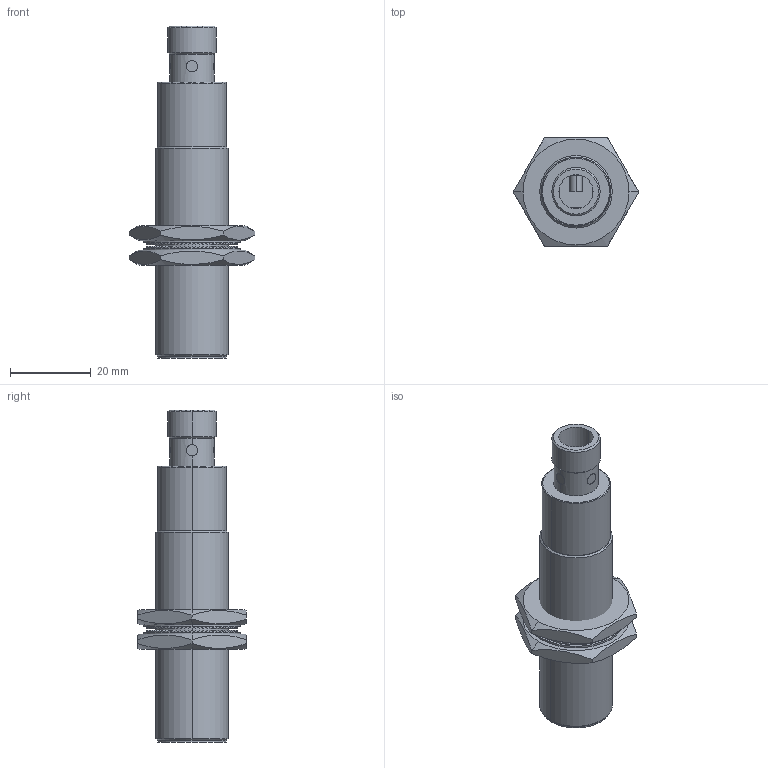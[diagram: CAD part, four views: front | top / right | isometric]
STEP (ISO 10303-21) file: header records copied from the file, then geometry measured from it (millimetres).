
FILE_DESCRIPTION (( 'STEP AP214' ), '1' );
FILE_NAME ('M18-超远距离-埋入式接插件.STEP', '2015-09-23T08:38:28', ( '' ), ( '' ), 'SwSTEP 2.0', 'SolidWorks 2013', '' );
FILE_SCHEMA (( 'AUTOMOTIVE_DESIGN' ));
Length unit declared in the file: millimetre
Products named in the file (1): M18-超远距离-埋入式接插件
Bounding box: 31.18 x 27 x 82.45 mm (x, y, z)
Volume: 20449.1 mm3; surface area: 8499.3 mm2
Topology: 4 solids, 4 shells, 971 faces, 2380 edges, 1574 vertices
Faces by surface type: plane 901, cylinder 44, cone 24, torus 2
Entity records: 28827 total; most frequent: CARTESIAN_POINT 5614, ORIENTED_EDGE 4760, DIRECTION 4376, EDGE_CURVE 2380, VECTOR 2236, LINE 2236, VERTEX_POINT 1574, EDGE_LOOP 1132
